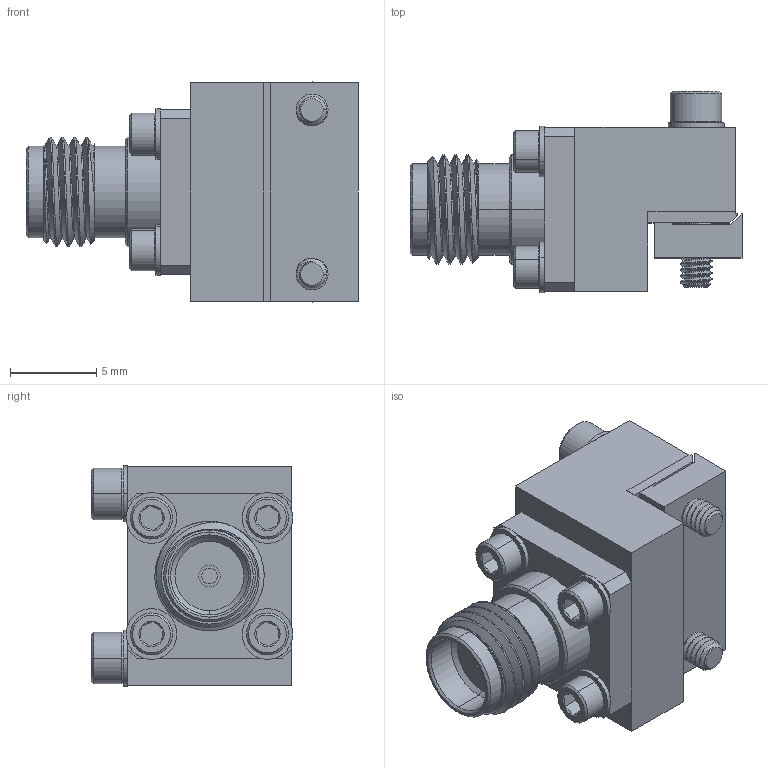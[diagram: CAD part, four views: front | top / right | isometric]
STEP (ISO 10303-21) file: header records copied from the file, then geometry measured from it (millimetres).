
FILE_DESCRIPTION (( 'STEP AP203' ), '1' );
FILE_NAME ('SCT635-SMA.step', '2019-01-21T16:31:28', ( '' ), ( '' ), 'SwSTEP 2.0', 'SolidWorks 2017', '' );
FILE_SCHEMA (( 'CONFIG_CONTROL_DESIGN' ));
Length unit declared in the file: inch
Products named in the file (1): SCT635-SMA
Bounding box: 19.28 x 11.71 x 12.78 mm (x, y, z)
Volume: 1235.3 mm3; surface area: 1722.1 mm2
Topology: 5 solids, 11 shells, 578 faces, 1482 edges, 949 vertices
Faces by surface type: cylinder 342, plane 137, cone 84, bspline 15
Entity records: 26195 total; most frequent: CARTESIAN_POINT 13621, ORIENTED_EDGE 2964, DIRECTION 2297, EDGE_CURVE 1482, VERTEX_POINT 949, AXIS2_PLACEMENT_3D 864, EDGE_LOOP 625, FACE_OUTER_BOUND 578
